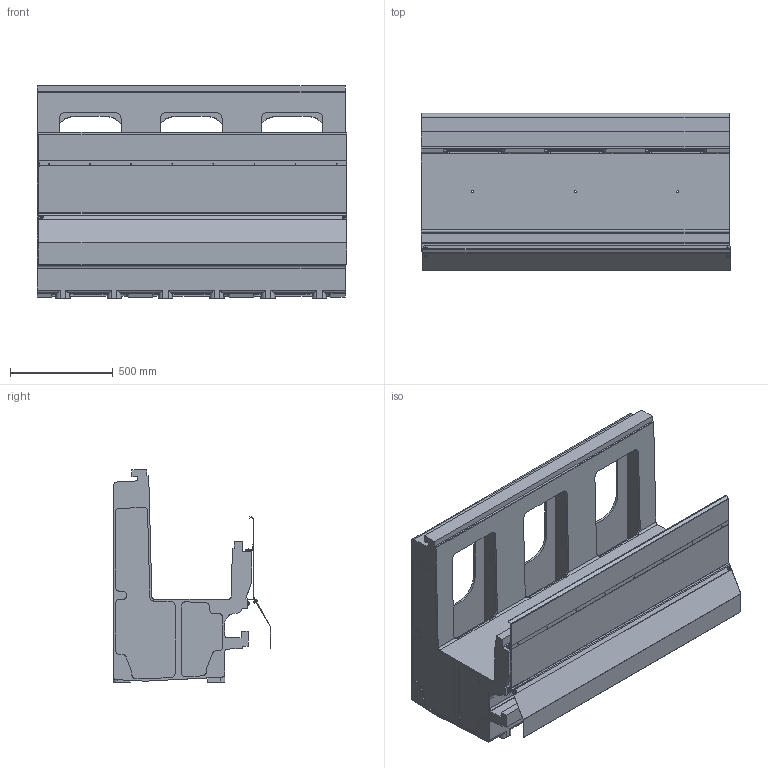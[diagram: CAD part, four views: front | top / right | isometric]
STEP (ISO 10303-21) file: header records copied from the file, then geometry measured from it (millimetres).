
FILE_DESCRIPTION(/* description */ ('STEP AP214'),/* implementation_level */ '2;1');
FILE_NAME(/* name */ 'ElevRail_ 1_5m v1.step',/* time_stamp */ '2025-07-06T19:44:50-07:00',/* author */ (''),/* organization */ (''),/* preprocessor_version */ 'ST-DEVELOPER v20.1',/* originating_system */ 'Autodesk Translation Framework v14.10.0.0',/* authorisation */ '');
FILE_SCHEMA (('AUTOMOTIVE_DESIGN { 1 0 10303 214 3 1 1 }'));
Length unit declared in the file: metre
Products named in the file (11): ElevRail_ 1_5m; 1; 2; 3; 4; 5; 6; 7; 8; 9; 10
Assembly tree (10 placements, depth 2):
  ElevRail_ 1_5m
    1
    2
    3
    4
    5
    6
    7
    8
    9
    10
Bounding box: 1506.47 x 764.97 x 1034 mm (x, y, z)
Volume: 91906421.6 mm3; surface area: 13153026.2 mm2
Topology: 10 solids, 10 shells, 901 faces, 2433 edges, 1564 vertices
Faces by surface type: plane 541, cylinder 254, cone 90, torus 16
Full cylindrical faces by diameter (mm): 4.2 x16, 5 x2, 6 x2, 6.5 x2, 8 x6, 9 x2, 10 x2, 10.2 x3, 12 x12
Entity records: 29480 total; most frequent: CARTESIAN_POINT 5531, ORIENTED_EDGE 4842, DIRECTION 4821, EDGE_CURVE 2421, AXIS2_PLACEMENT_3D 1610, LINE 1601, VECTOR 1601, VERTEX_POINT 1564
